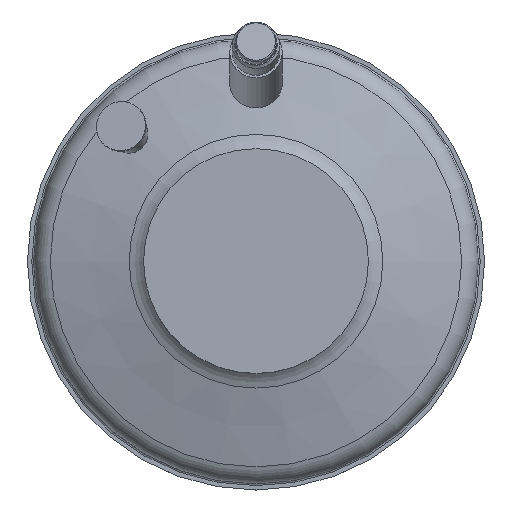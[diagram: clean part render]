
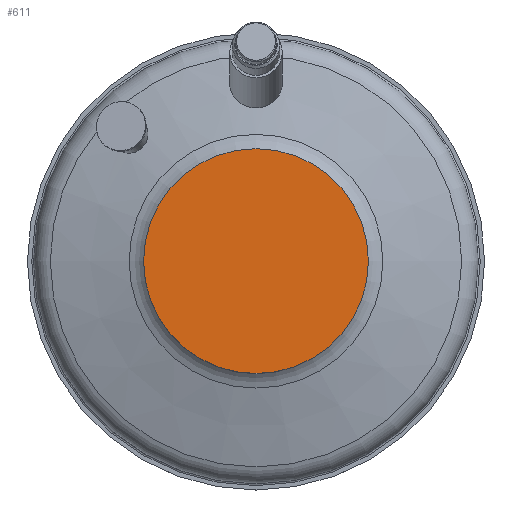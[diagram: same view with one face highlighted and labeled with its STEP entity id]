
A CAD part, top view. The second image highlights one B-rep face of the part: STEP entity #611.
In plain terms, the highlighted planar face has unit normal (0, 0, 1).
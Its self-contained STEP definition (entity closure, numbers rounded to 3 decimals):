
#611=ADVANCED_FACE('',(#1072),#1074,.F.);
#1072=FACE_BOUND('',#1073,.T.);
#1073=EDGE_LOOP('',(#1436));
#1074=PLANE('',#1075);
#1075=AXIS2_PLACEMENT_3D('',#1076,#1077,#1078);
#1076=CARTESIAN_POINT('',(0.,0.,240.));
#1077=DIRECTION('',(0.,0.,-1.));
#1078=DIRECTION('',(-1.,0.,0.));
#1436=ORIENTED_EDGE('',*,*,#1539,.F.);
#1539=EDGE_CURVE('',#1667,#1667,#1668,.T.);
#1667=VERTEX_POINT('',#2097);
#1668=CIRCLE('',#2098,90.);
#2097=CARTESIAN_POINT('',(90.,0.,240.));
#2098=AXIS2_PLACEMENT_3D('',#2099,#2100,#2101);
#2099=CARTESIAN_POINT('',(0.,0.,240.));
#2100=DIRECTION('',(0.,0.,-1.));
#2101=DIRECTION('',(1.,0.,0.));
